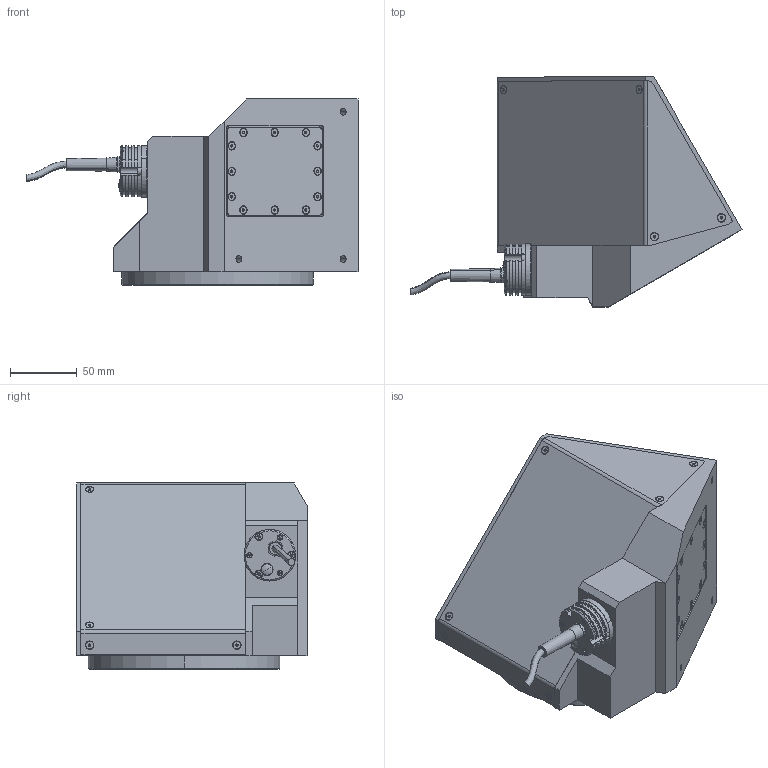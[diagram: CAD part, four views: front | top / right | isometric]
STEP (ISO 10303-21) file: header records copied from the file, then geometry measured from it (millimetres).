
FILE_DESCRIPTION (( 'STEP AP203' ), '1' );
FILE_NAME ('DP24314-B_LTCLCR096-B.step', '2022-02-18T13:47:45', ( '' ), ( '' ), 'SwSTEP 2.0', 'SolidWorks 2021', '' );
FILE_SCHEMA (( 'CONFIG_CONTROL_DESIGN' ));
Length unit declared in the file: millimetre
Products named in the file (1): DP24314-B_LTCLCR096-B
Bounding box: 248.1 x 171.92 x 139 mm (x, y, z)
Surface area: 140697.4 mm2 (no closed solid volume)
Topology: 0 solids, 75 shells, 564 faces, 1814 edges, 1251 vertices
Faces by surface type: plane 240, cylinder 160, cone 138, torus 14, bspline 10, sphere 2
Entity records: 19729 total; most frequent: CARTESIAN_POINT 3909, DIRECTION 3454, ORIENTED_EDGE 2726, EDGE_CURVE 1748, VERTEX_POINT 1251, AXIS2_PLACEMENT_3D 1186, VECTOR 1082, LINE 1082
